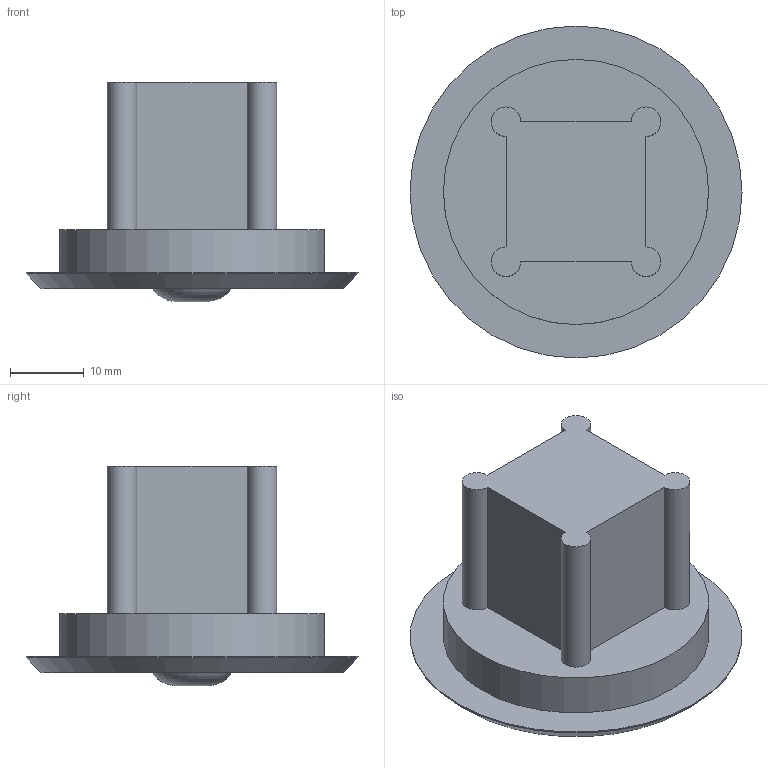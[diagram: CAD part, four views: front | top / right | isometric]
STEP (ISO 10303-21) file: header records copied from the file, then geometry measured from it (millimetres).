
FILE_DESCRIPTION(/* description */ ('Unknown'),/* implementation_level */ '2;1');
FILE_NAME(/* name */ 'SN 9024.1-03 SLB LED RD ',/* time_stamp */ '2023-10-30T10:01:13+01:00',/* author */ ('Unknown'),/* organization */ ('Unknown'),/* preprocessor_version */ 'ST-DEVELOPER v18.102',/* originating_system */ 'Solid Edge',/* authorisation */ 'Unknown');
FILE_SCHEMA (('AUTOMOTIVE_DESIGN {1 0 10303 214 3 1 1}'));
Length unit declared in the file: millimetre
Products named in the file (1): SN 9024.1-03 ALB LED RD (102476557)
Bounding box: 45.06 x 45.06 x 29.79 mm (x, y, z)
Volume: 16007.8 mm3; surface area: 6064 mm2
Topology: 1 solids, 1 shells, 19 faces, 40 edges, 27 vertices
Faces by surface type: plane 10, cylinder 5, cone 3, torus 1
Full cylindrical faces by diameter (mm): 36 x1
Entity records: 506 total; most frequent: DIRECTION 90, CARTESIAN_POINT 78, ORIENTED_EDGE 66, AXIS2_PLACEMENT_3D 37, EDGE_CURVE 33, EDGE_LOOP 28, FACE_BOUND 28, VERTEX_POINT 25
